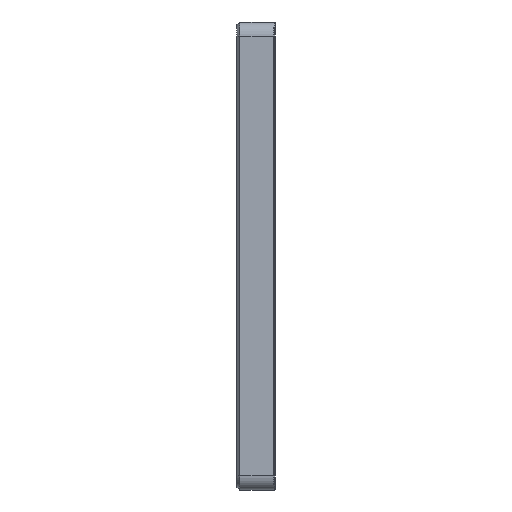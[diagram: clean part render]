
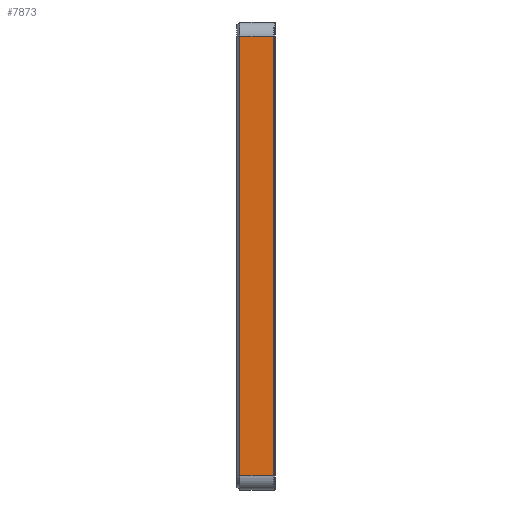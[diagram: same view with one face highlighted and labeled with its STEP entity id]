
A CAD part, left-side view. The second image highlights one B-rep face of the part: STEP entity #7873.
In plain terms, the highlighted planar face has unit normal (-1, 0, 0).
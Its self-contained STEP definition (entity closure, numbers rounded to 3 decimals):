
#244=PLANE('',#8770);
#850=FACE_OUTER_BOUND('',#1368,.T.);
#1368=EDGE_LOOP('',(#7256,#7257,#7258,#7259));
#2109=LINE('',#12473,#2815);
#2125=LINE('',#12518,#2831);
#2447=LINE('',#13413,#3153);
#2457=LINE('',#13432,#3163);
#2815=VECTOR('',#10019,1.);
#2831=VECTOR('',#10067,1.);
#3153=VECTOR('',#11069,1.);
#3163=VECTOR('',#11097,1.);
#3643=VERTEX_POINT('',#12460);
#3647=VERTEX_POINT('',#12471);
#3660=VERTEX_POINT('',#12517);
#3893=VERTEX_POINT('',#13409);
#4495=EDGE_CURVE('',#3647,#3643,#2109,.T.);
#4518=EDGE_CURVE('',#3643,#3660,#2125,.T.);
#4969=EDGE_CURVE('',#3660,#3893,#2447,.T.);
#4979=EDGE_CURVE('',#3893,#3647,#2457,.T.);
#7256=ORIENTED_EDGE('',*,*,#4495,.F.);
#7257=ORIENTED_EDGE('',*,*,#4979,.F.);
#7258=ORIENTED_EDGE('',*,*,#4969,.F.);
#7259=ORIENTED_EDGE('',*,*,#4518,.F.);
#7873=ADVANCED_FACE('',(#850),#244,.T.);
#8770=AXIS2_PLACEMENT_3D('',#13523,#11239,#11240);
#10019=DIRECTION('',(0.,0.,-1.));
#10067=DIRECTION('',(0.,1.,0.));
#11069=DIRECTION('',(0.,0.,1.));
#11097=DIRECTION('',(0.,-1.,0.));
#11239=DIRECTION('center_axis',(-1.,0.,0.));
#11240=DIRECTION('ref_axis',(0.,1.,0.));
#12460=CARTESIAN_POINT('',(-16.763,-5.3,-34.225));
#12471=CARTESIAN_POINT('',(-16.763,-5.3,120.775));
#12473=CARTESIAN_POINT('',(-16.763,-5.3,43.275));
#12517=CARTESIAN_POINT('',(-16.763,7.,-34.225));
#12518=CARTESIAN_POINT('',(-16.763,0.,-34.225));
#13409=CARTESIAN_POINT('',(-16.763,7.,120.775));
#13413=CARTESIAN_POINT('',(-16.763,7.,43.275));
#13432=CARTESIAN_POINT('',(-16.763,0.,120.775));
#13523=CARTESIAN_POINT('Origin',(-16.763,0.,43.275));
